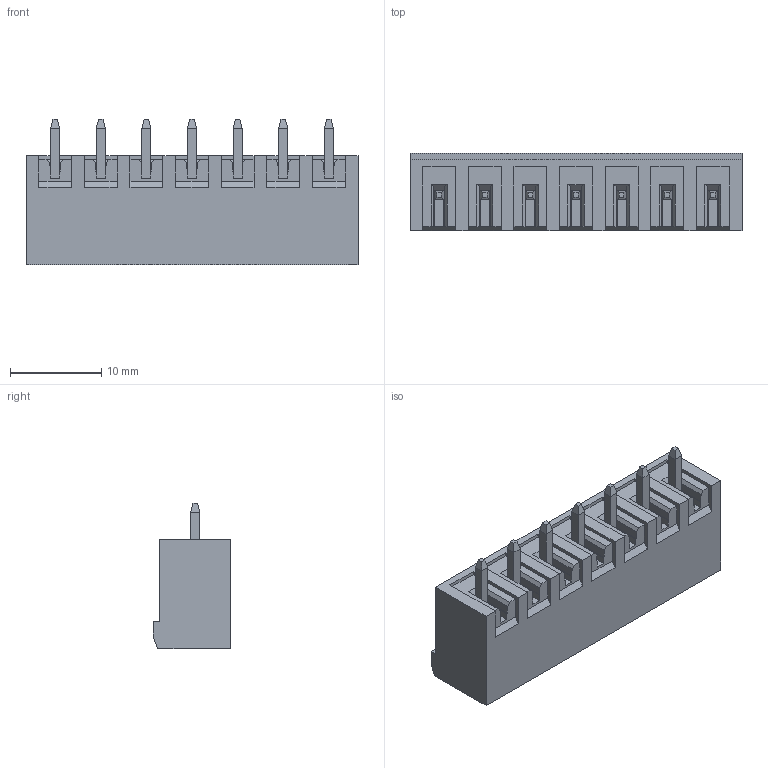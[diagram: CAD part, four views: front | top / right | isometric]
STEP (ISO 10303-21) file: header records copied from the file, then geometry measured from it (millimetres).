
FILE_DESCRIPTION(('FreeCAD Model'),'2;1');
FILE_NAME('Open CASCADE Shape Model','2024-11-10T20:08:23',(''),(''), 'Open CASCADE STEP processor 7.6','FreeCAD','Unknown');
FILE_SCHEMA(('AUTOMOTIVE_DESIGN { 1 0 10303 214 1 1 1 1 }'));
Length unit declared in the file: millimetre
Products named in the file (1): CUI_DEVICES_TBP04R2-500-07BE
Bounding box: 36.4 x 8.5 x 16 mm (x, y, z)
Volume: 1486.4 mm3; surface area: 3203.9 mm2
Topology: 1 solids, 1 shells, 518 faces, 1389 edges, 880 vertices
Faces by surface type: plane 455, cone 42, cylinder 21
Entity records: 19540 total; most frequent: CARTESIAN_POINT 3026, ORIENTED_EDGE 2778, DIRECTION 2497, EDGE_CURVE 1389, LINE 1207, VECTOR 1207, VERTEX_POINT 880, AXIS2_PLACEMENT_3D 645
